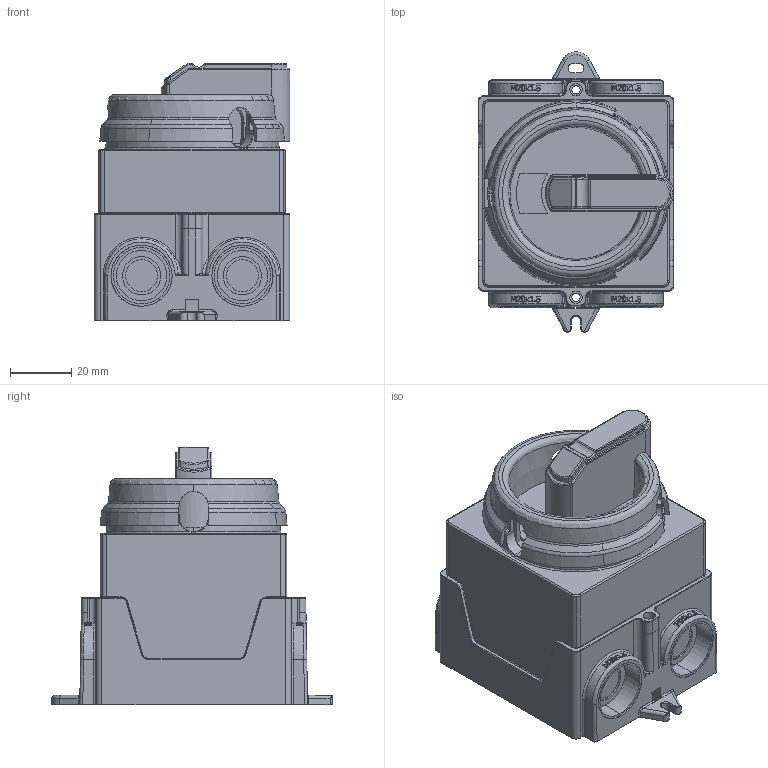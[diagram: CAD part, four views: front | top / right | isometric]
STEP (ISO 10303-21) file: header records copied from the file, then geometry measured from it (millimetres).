
FILE_DESCRIPTION((''),'2;1');
FILE_NAME('ASM0001_SW0001','2021-04-13T13:44:35',('FIJOKON'),(''),'CREO PARAMETRIC BY PTC INC, 2020184','CREO PARAMETRIC BY PTC INC, 2020184','');
FILE_SCHEMA(('AUTOMOTIVE_DESIGN { 1 0 10303 214 1 1 1 1 }'));
Products named in the file (1): ASM0001_SW0001
Bounding box: 64 x 91.69 x 84.1 mm (x, y, z)
Volume: 239919.8 mm3; surface area: 50614.6 mm2
Topology: 2 solids, 2 shells, 1347 faces, 3742 edges, 2399 vertices
Faces by surface type: cylinder 578, plane 421, torus 124, bspline 76, extrusion 52, cone 48, sphere 48
Entity records: 66631 total; most frequent: CARTESIAN_POINT 33484, ORIENTED_EDGE 7348, DIRECTION 6103, EDGE_CURVE 3674, VERTEX_POINT 2399, AXIS2_PLACEMENT_3D 2337, EDGE_LOOP 1431, VECTOR 1426
